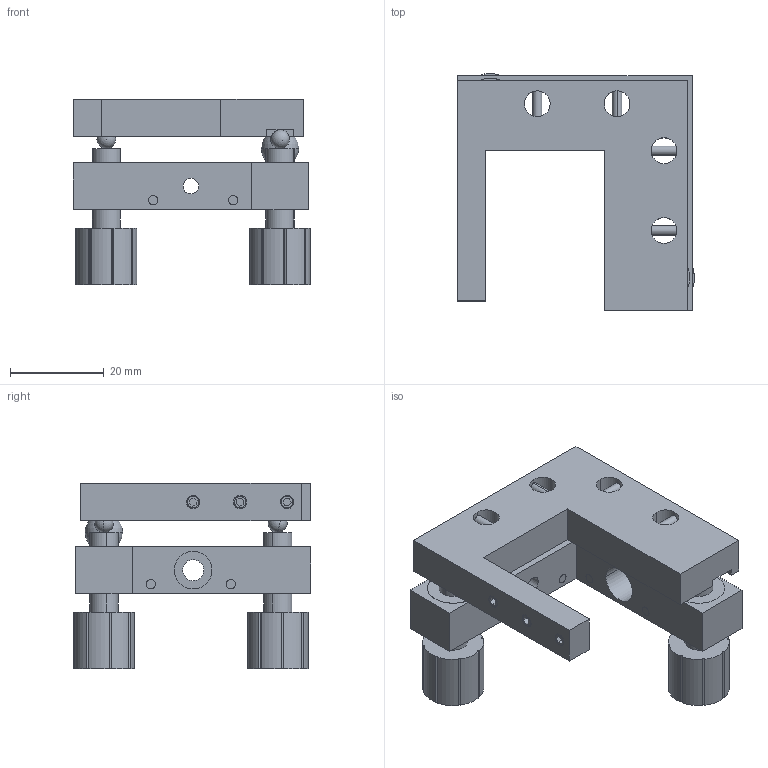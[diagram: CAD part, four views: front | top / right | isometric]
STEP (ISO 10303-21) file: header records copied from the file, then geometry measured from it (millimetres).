
FILE_DESCRIPTION (( 'STEP AP214' ), '1' );
FILE_NAME ('GCM-100202-三维外形图-20161114.STEP', '2016-11-14T01:28:12', ( 't' ), ( 'd' ), 'SwSTEP 2.0', 'SolidWorks 2012', '' );
FILE_SCHEMA (( 'AUTOMOTIVE_DESIGN' ));
Length unit declared in the file: millimetre
Products named in the file (1): GCM-100202-三维外形图-20161114
Bounding box: 50.5 x 50.5 x 39.5 mm (x, y, z)
Surface area: 13838.4 mm2 (no closed solid volume)
Topology: 0 solids, 27 shells, 187 faces, 539 edges, 379 vertices
Faces by surface type: cylinder 98, plane 71, cone 12, sphere 6
Entity records: 8770 total; most frequent: CARTESIAN_POINT 1626, DIRECTION 1134, ORIENTED_EDGE 930, EDGE_CURVE 524, AXIS2_PLACEMENT_3D 454, VERTEX_POINT 370, CIRCLE 266, EDGE_LOOP 249
